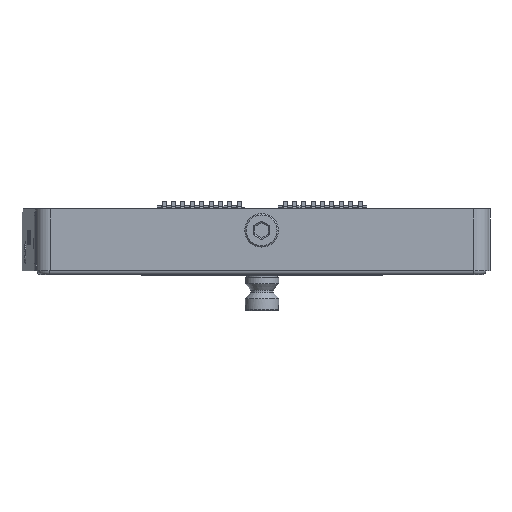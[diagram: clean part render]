
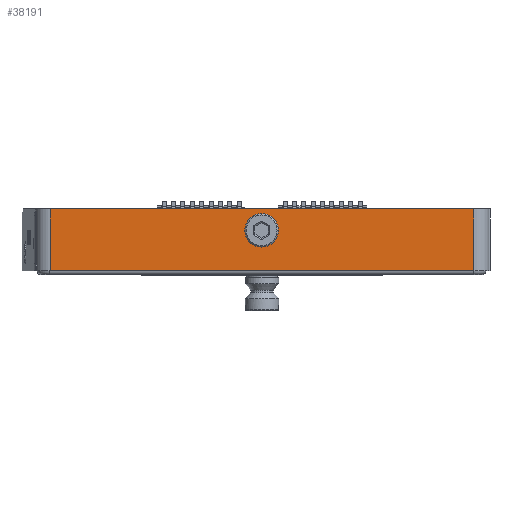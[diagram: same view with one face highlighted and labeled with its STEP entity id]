
A CAD part, left-side view. The second image highlights one B-rep face of the part: STEP entity #38191.
In plain terms, the highlighted planar face has unit normal (-1, 0, 0).
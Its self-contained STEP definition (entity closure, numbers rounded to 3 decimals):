
#215 = VERTEX_POINT ( 'NONE', #11229 ) ;
#763 = EDGE_CURVE ( 'NONE', #21343, #30427, #38165, .T. ) ;
#905 = ORIENTED_EDGE ( 'NONE', *, *, #3174, .T. ) ;
#2010 = CARTESIAN_POINT ( 'NONE',  ( -86., 4.5, -5.75 ) ) ;
#2284 = LINE ( 'NONE', #28132, #29095 ) ;
#3174 = EDGE_CURVE ( 'NONE', #21133, #30427, #30768, .T. ) ;
#4150 = DIRECTION ( 'NONE',  ( 0., 0., 1. ) ) ;
#4292 = CARTESIAN_POINT ( 'NONE',  ( -86., 4.5, -5.75 ) ) ;
#4855 = EDGE_LOOP ( 'NONE', ( #31466, #34742, #36283, #905 ) ) ;
#5808 = FACE_OUTER_BOUND ( 'NONE', #4855, .T. ) ;
#8563 = VECTOR ( 'NONE', #4150, 1000. ) ;
#8890 = DIRECTION ( 'NONE',  ( 0., 1., 0. ) ) ;
#8982 = DIRECTION ( 'NONE',  ( 1., 0., 0. ) ) ;
#9021 = CARTESIAN_POINT ( 'NONE',  ( -86., 44.1, 1.75 ) ) ;
#11229 = CARTESIAN_POINT ( 'NONE',  ( -86., 47.225, 1.75 ) ) ;
#12588 = CIRCLE ( 'NONE', #14024, 3.125 ) ;
#14024 = AXIS2_PLACEMENT_3D ( 'NONE', #9021, #8982, #8890 ) ;
#15407 = VECTOR ( 'NONE', #36911, 1000. ) ;
#17159 = FACE_BOUND ( 'NONE', #34176, .T. ) ;
#21133 = VERTEX_POINT ( 'NONE', #2010 ) ;
#21343 = VERTEX_POINT ( 'NONE', #31691 ) ;
#22373 = CARTESIAN_POINT ( 'NONE',  ( -86., 83.5, -5.75 ) ) ;
#23470 = ORIENTED_EDGE ( 'NONE', *, *, #33269, .T. ) ;
#25126 = DIRECTION ( 'NONE',  ( 0., 0., 1. ) ) ;
#25232 = DIRECTION ( 'NONE',  ( -1., 0., 0. ) ) ;
#25280 = CARTESIAN_POINT ( 'NONE',  ( -86., 4.5, -5.75 ) ) ;
#25859 = PLANE ( 'NONE',  #28301 ) ;
#27888 = DIRECTION ( 'NONE',  ( 0., -1., 0. ) ) ;
#28132 = CARTESIAN_POINT ( 'NONE',  ( -86., 4.5, -5.75 ) ) ;
#28301 = AXIS2_PLACEMENT_3D ( 'NONE', #25280, #25232, #25126 ) ;
#29095 = VECTOR ( 'NONE', #27888, 1000. ) ;
#30427 = VERTEX_POINT ( 'NONE', #33177 ) ;
#30644 = EDGE_CURVE ( 'NONE', #36754, #21133, #2284, .T. ) ;
#30768 = LINE ( 'NONE', #4292, #8563 ) ;
#30795 = VECTOR ( 'NONE', #37697, 1000. ) ;
#31405 = LINE ( 'NONE', #37307, #30795 ) ;
#31466 = ORIENTED_EDGE ( 'NONE', *, *, #763, .F. ) ;
#31691 = CARTESIAN_POINT ( 'NONE',  ( -86., 83.5, 5.75 ) ) ;
#33177 = CARTESIAN_POINT ( 'NONE',  ( -86., 4.5, 5.75 ) ) ;
#33269 = EDGE_CURVE ( 'NONE', #215, #215, #12588, .T. ) ;
#34176 = EDGE_LOOP ( 'NONE', ( #23470 ) ) ;
#34742 = ORIENTED_EDGE ( 'NONE', *, *, #39315, .F. ) ;
#36283 = ORIENTED_EDGE ( 'NONE', *, *, #30644, .T. ) ;
#36754 = VERTEX_POINT ( 'NONE', #22373 ) ;
#36911 = DIRECTION ( 'NONE',  ( 0., -1., 0. ) ) ;
#37259 = CARTESIAN_POINT ( 'NONE',  ( -86., 4.5, 5.75 ) ) ;
#37307 = CARTESIAN_POINT ( 'NONE',  ( -86., 83.5, -5.75 ) ) ;
#37697 = DIRECTION ( 'NONE',  ( 0., 0., 1. ) ) ;
#38165 = LINE ( 'NONE', #37259, #15407 ) ;
#38191 = ADVANCED_FACE ( 'NONE', ( #17159, #5808 ), #25859, .T. ) ;
#39315 = EDGE_CURVE ( 'NONE', #36754, #21343, #31405, .T. ) ;
